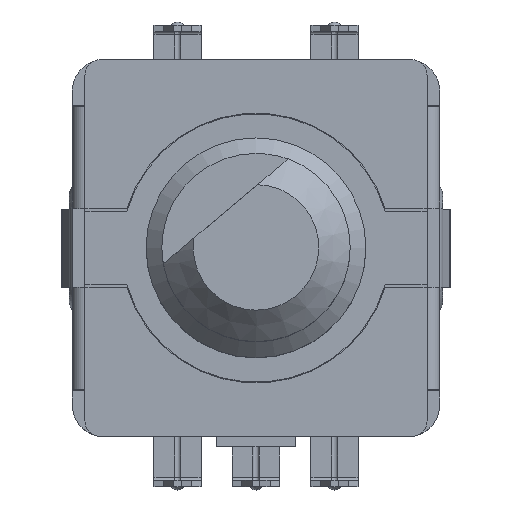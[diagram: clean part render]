
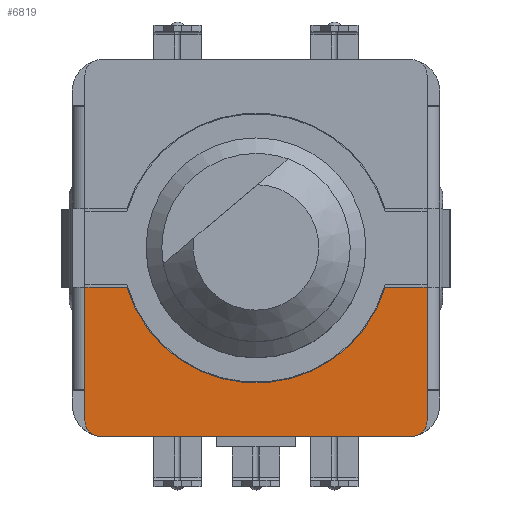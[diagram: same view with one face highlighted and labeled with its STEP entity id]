
A CAD part, top view. The second image highlights one B-rep face of the part: STEP entity #6819.
In plain terms, the highlighted planar face has unit normal (0, 0, 1).
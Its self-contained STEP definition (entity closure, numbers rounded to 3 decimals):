
#219=PLANE('',#7333);
#506=FACE_OUTER_BOUND('',#916,.T.);
#916=EDGE_LOOP('',(#5222,#5223,#5224,#5225,#5226,#5227,#5228,#5229,#5230,
#5231,#5232,#5233));
#1449=LINE('',#10472,#2194);
#1452=LINE('',#10480,#2197);
#1455=LINE('',#10487,#2200);
#1458=LINE('',#10495,#2203);
#1461=LINE('',#10503,#2206);
#1487=LINE('',#10565,#2232);
#1488=LINE('',#10566,#2233);
#2194=VECTOR('',#8351,1.);
#2197=VECTOR('',#8360,1.);
#2200=VECTOR('',#8369,1.);
#2203=VECTOR('',#8378,1.);
#2206=VECTOR('',#8387,1.);
#2232=VECTOR('',#8459,1.);
#2233=VECTOR('',#8460,1.);
#2737=CIRCLE('',#7297,0.401);
#2738=CIRCLE('',#7300,0.5);
#2739=CIRCLE('',#7303,0.5);
#2740=CIRCLE('',#7306,0.401);
#2741=CIRCLE('',#7309,4.3);
#3090=VERTEX_POINT('',#10325);
#3091=VERTEX_POINT('',#10327);
#3093=VERTEX_POINT('',#10333);
#3096=VERTEX_POINT('',#10338);
#3142=VERTEX_POINT('',#10470);
#3143=VERTEX_POINT('',#10474);
#3144=VERTEX_POINT('',#10478);
#3145=VERTEX_POINT('',#10482);
#3146=VERTEX_POINT('',#10491);
#3147=VERTEX_POINT('',#10493);
#3148=VERTEX_POINT('',#10497);
#3149=VERTEX_POINT('',#10501);
#3860=EDGE_CURVE('',#3093,#3096,#2737,.T.);
#3862=EDGE_CURVE('',#3093,#3142,#1449,.T.);
#3864=EDGE_CURVE('',#3142,#3143,#2738,.T.);
#3866=EDGE_CURVE('',#3143,#3144,#1452,.T.);
#3868=EDGE_CURVE('',#3144,#3145,#2739,.T.);
#3870=EDGE_CURVE('',#3145,#3090,#1455,.T.);
#3871=EDGE_CURVE('',#3091,#3090,#2740,.T.);
#3874=EDGE_CURVE('',#3146,#3147,#1458,.F.);
#3875=EDGE_CURVE('',#3147,#3148,#2741,.F.);
#3878=EDGE_CURVE('',#3148,#3149,#1461,.F.);
#3910=EDGE_CURVE('',#3149,#3096,#1487,.T.);
#3911=EDGE_CURVE('',#3091,#3146,#1488,.T.);
#5222=ORIENTED_EDGE('',*,*,#3878,.T.);
#5223=ORIENTED_EDGE('',*,*,#3910,.T.);
#5224=ORIENTED_EDGE('',*,*,#3860,.F.);
#5225=ORIENTED_EDGE('',*,*,#3862,.T.);
#5226=ORIENTED_EDGE('',*,*,#3864,.T.);
#5227=ORIENTED_EDGE('',*,*,#3866,.T.);
#5228=ORIENTED_EDGE('',*,*,#3868,.T.);
#5229=ORIENTED_EDGE('',*,*,#3870,.T.);
#5230=ORIENTED_EDGE('',*,*,#3871,.F.);
#5231=ORIENTED_EDGE('',*,*,#3911,.T.);
#5232=ORIENTED_EDGE('',*,*,#3874,.T.);
#5233=ORIENTED_EDGE('',*,*,#3875,.T.);
#6819=ADVANCED_FACE('',(#506),#219,.T.);
#7297=AXIS2_PLACEMENT_3D('',#10468,#8346,#8347);
#7300=AXIS2_PLACEMENT_3D('',#10476,#8355,#8356);
#7303=AXIS2_PLACEMENT_3D('',#10484,#8364,#8365);
#7306=AXIS2_PLACEMENT_3D('',#10489,#8372,#8373);
#7309=AXIS2_PLACEMENT_3D('',#10498,#8381,#8382);
#7333=AXIS2_PLACEMENT_3D('',#10564,#8457,#8458);
#8346=DIRECTION('center_axis',(0.,1.,0.));
#8347=DIRECTION('ref_axis',(-1.,0.,0.));
#8351=DIRECTION('',(0.,-1.,0.));
#8355=DIRECTION('center_axis',(0.,0.,1.));
#8356=DIRECTION('ref_axis',(-1.,0.,0.));
#8360=DIRECTION('',(1.,0.,0.));
#8364=DIRECTION('center_axis',(0.,0.,1.));
#8365=DIRECTION('ref_axis',(0.,-1.,0.));
#8369=DIRECTION('',(0.,1.,0.));
#8372=DIRECTION('center_axis',(0.,1.,0.));
#8373=DIRECTION('ref_axis',(0.,0.,1.));
#8378=DIRECTION('',(1.,0.,0.));
#8381=DIRECTION('center_axis',(0.,0.,1.));
#8382=DIRECTION('ref_axis',(-0.957,-0.291,0.));
#8387=DIRECTION('',(1.,0.,0.));
#8457=DIRECTION('center_axis',(0.,0.,1.));
#8458=DIRECTION('ref_axis',(1.,0.,0.));
#8459=DIRECTION('',(0.,-1.,0.));
#8460=DIRECTION('',(0.,1.,0.));
#10325=CARTESIAN_POINT('',(5.45,-4.5,1.7));
#10327=CARTESIAN_POINT('',(5.449,-4.5,1.7));
#10333=CARTESIAN_POINT('',(-5.45,-4.5,1.7));
#10338=CARTESIAN_POINT('',(-5.449,-4.5,1.7));
#10468=CARTESIAN_POINT('Origin',(-5.449,-4.5,1.299));
#10470=CARTESIAN_POINT('',(-5.45,-5.5,1.7));
#10472=CARTESIAN_POINT('',(-5.45,-4.5,1.7));
#10474=CARTESIAN_POINT('',(-4.95,-6.,1.7));
#10476=CARTESIAN_POINT('Origin',(-4.95,-5.5,1.7));
#10478=CARTESIAN_POINT('',(4.95,-6.,1.7));
#10480=CARTESIAN_POINT('',(-4.95,-6.,1.7));
#10482=CARTESIAN_POINT('',(5.45,-5.5,1.7));
#10484=CARTESIAN_POINT('Origin',(4.95,-5.5,1.7));
#10487=CARTESIAN_POINT('',(5.45,-5.5,1.7));
#10489=CARTESIAN_POINT('Origin',(5.449,-4.5,1.299));
#10491=CARTESIAN_POINT('',(5.449,-1.25,1.7));
#10493=CARTESIAN_POINT('',(4.114,-1.25,1.7));
#10495=CARTESIAN_POINT('',(4.114,-1.25,1.7));
#10497=CARTESIAN_POINT('',(-4.114,-1.25,1.7));
#10498=CARTESIAN_POINT('Origin',(0.,0.,
1.7));
#10501=CARTESIAN_POINT('',(-5.449,-1.25,1.7));
#10503=CARTESIAN_POINT('',(-5.449,-1.25,1.7));
#10564=CARTESIAN_POINT('Origin',(0.,0.,1.7));
#10565=CARTESIAN_POINT('',(-5.449,-1.25,1.7));
#10566=CARTESIAN_POINT('',(5.449,-4.5,1.7));
